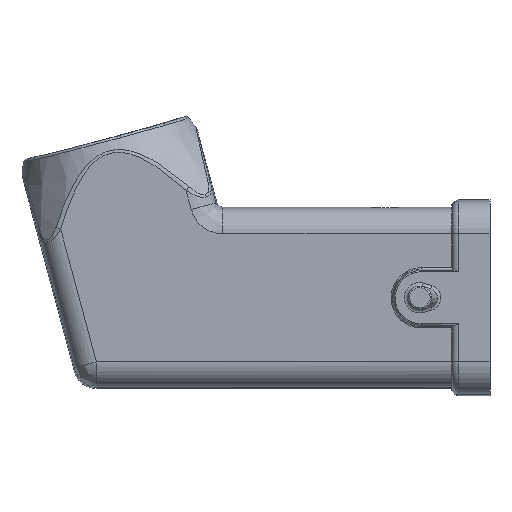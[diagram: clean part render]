
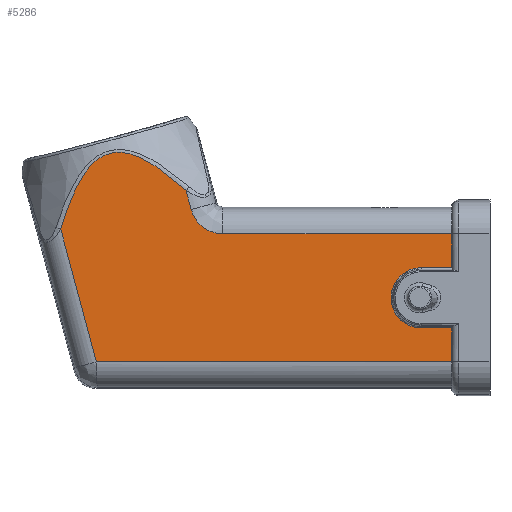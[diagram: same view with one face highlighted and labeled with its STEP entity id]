
A CAD part, left-side view. The second image highlights one B-rep face of the part: STEP entity #5286.
In plain terms, the highlighted planar face has unit normal (-1, 0, 0).
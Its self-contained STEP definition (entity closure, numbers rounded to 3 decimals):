
#101=DIRECTION('',(0.,0.,1.));
#102=VECTOR('',#101,4.689);
#103=CARTESIAN_POINT('',(-12.5,-0.7,
-8.842));
#104=LINE('',#103,#102);
#158=CARTESIAN_POINT('',(-12.5,48.3,-8.842));
#160=DIRECTION('',(0.,-1.,0.));
#161=VECTOR('',#160,49.);
#162=CARTESIAN_POINT('',(-12.5,48.3,-8.842));
#163=LINE('',#162,#161);
#289=DIRECTION('',(0.,0.,1.));
#290=VECTOR('',#289,4.689);
#291=CARTESIAN_POINT('',(-12.5,-0.7,
4.153));
#292=LINE('',#291,#290);
#317=DIRECTION('',(0.,0.259,0.966));
#318=VECTOR('',#317,18.988);
#319=CARTESIAN_POINT('',(-12.5,48.3,-8.842));
#320=LINE('',#319,#318);
#321=DIRECTION('',(0.,-0.259,-0.966));
#322=VECTOR('',#321,2.691);
#323=CARTESIAN_POINT('',(-12.5,35.914,14.777));
#324=LINE('',#323,#322);
#325=CARTESIAN_POINT('',(-12.5,35.217,12.177));
#326=CARTESIAN_POINT('',(-12.5,35.131,11.855));
#327=CARTESIAN_POINT('',(-12.5,34.893,11.248));
#328=CARTESIAN_POINT('',(-12.5,34.344,10.425));
#329=CARTESIAN_POINT('',(-12.5,33.632,9.744));
#330=CARTESIAN_POINT('',(-12.5,32.79,9.232));
#331=CARTESIAN_POINT('',(-12.5,31.852,8.914));
#332=CARTESIAN_POINT('',(-12.5,31.204,8.842));
#333=CARTESIAN_POINT('',(-12.5,30.871,8.842));
#335=CARTESIAN_POINT('',(-12.5,3.5,0.));
#336=DIRECTION('',(-1.,0.,0.));
#337=DIRECTION('',(0.,0.,1.));
#338=AXIS2_PLACEMENT_3D('',#335,#336,#337);
#340=CARTESIAN_POINT('',(-12.5,3.5,0.));
#341=DIRECTION('',(-1.,0.,0.));
#342=DIRECTION('',(0.,0.048,-0.999));
#343=AXIS2_PLACEMENT_3D('',#340,#341,#342);
#374=CARTESIAN_POINT('',(-12.5,35.914,14.777));
#375=CARTESIAN_POINT('',(-12.5,36.452,15.267));
#376=CARTESIAN_POINT('',(-12.5,37.488,16.174));
#377=CARTESIAN_POINT('',(-12.5,38.96,17.338));
#378=CARTESIAN_POINT('',(-12.5,40.236,18.24));
#379=CARTESIAN_POINT('',(-12.5,41.869,19.203));
#380=CARTESIAN_POINT('',(-12.5,43.445,19.83));
#381=CARTESIAN_POINT('',(-12.5,44.631,20.074));
#382=CARTESIAN_POINT('',(-12.5,45.771,20.083));
#383=CARTESIAN_POINT('',(-12.5,46.849,19.834));
#384=CARTESIAN_POINT('',(-12.5,47.897,19.28));
#385=CARTESIAN_POINT('',(-12.5,48.541,18.755));
#386=CARTESIAN_POINT('',(-12.5,49.308,17.974));
#387=CARTESIAN_POINT('',(-12.5,50.056,16.971));
#388=CARTESIAN_POINT('',(-12.5,50.807,15.69));
#389=CARTESIAN_POINT('',(-12.5,51.489,14.274));
#390=CARTESIAN_POINT('',(-12.5,51.979,13.1));
#391=CARTESIAN_POINT('',(-12.5,52.597,11.443));
#392=CARTESIAN_POINT('',(-12.5,53.005,10.182));
#393=CARTESIAN_POINT('',(-12.5,53.215,9.498));
#1241=DIRECTION('',(0.,1.,0.));
#1242=VECTOR('',#1241,31.571);
#1243=CARTESIAN_POINT('',(-12.5,-0.7,
8.842));
#1244=LINE('',#1243,#1242);
#3733=DIRECTION('',(0.,-1.,0.));
#3734=VECTOR('',#3733,4.2);
#3735=CARTESIAN_POINT('',(-12.5,3.5,4.153));
#3736=LINE('',#3735,#3734);
#3794=DIRECTION('',(0.,1.,0.));
#3795=VECTOR('',#3794,4.2);
#3796=CARTESIAN_POINT('',(-12.5,-0.7,-4.153));
#3797=LINE('',#3796,#3795);
#4070=CARTESIAN_POINT('',(-12.5,-0.7,-8.842));
#4071=VERTEX_POINT('',#4070);
#4072=CARTESIAN_POINT('',(-12.5,-0.7,-4.153));
#4073=VERTEX_POINT('',#4072);
#4082=VERTEX_POINT('',#158);
#4123=CARTESIAN_POINT('',(-12.5,-0.7,
8.842));
#4124=VERTEX_POINT('',#4123);
#4127=CARTESIAN_POINT('',(-12.5,-0.7,
4.153));
#4128=VERTEX_POINT('',#4127);
#4131=CARTESIAN_POINT('',(-12.5,53.215,9.498));
#4132=VERTEX_POINT('',#4131);
#4133=VERTEX_POINT('',#374);
#4134=CARTESIAN_POINT('',(-12.5,35.217,12.177));
#4135=VERTEX_POINT('',#4134);
#4136=VERTEX_POINT('',#333);
#4137=CARTESIAN_POINT('',(-12.5,3.5,4.153));
#4138=VERTEX_POINT('',#4137);
#4139=CARTESIAN_POINT('',(-12.5,3.698,-4.149));
#4140=VERTEX_POINT('',#4139);
#4141=CARTESIAN_POINT('',(-12.5,3.5,-4.153));
#4142=VERTEX_POINT('',#4141);
#5258=CARTESIAN_POINT('',(-12.5,9.3,-9.));
#5259=DIRECTION('',(-1.,0.,0.));
#5260=DIRECTION('',(0.,0.,1.));
#5261=AXIS2_PLACEMENT_3D('',#5258,#5259,#5260);
#5262=PLANE('',#5261);
#5264=ORIENTED_EDGE('',*,*,#5263,.T.);
#5266=ORIENTED_EDGE('',*,*,#5265,.F.);
#5268=ORIENTED_EDGE('',*,*,#5267,.T.);
#5270=ORIENTED_EDGE('',*,*,#5269,.T.);
#5272=ORIENTED_EDGE('',*,*,#5271,.F.);
#5273=ORIENTED_EDGE('',*,*,#5245,.F.);
#5275=ORIENTED_EDGE('',*,*,#5274,.F.);
#5277=ORIENTED_EDGE('',*,*,#5276,.T.);
#5279=ORIENTED_EDGE('',*,*,#5278,.T.);
#5281=ORIENTED_EDGE('',*,*,#5280,.F.);
#5282=ORIENTED_EDGE('',*,*,#5070,.F.);
#5283=ORIENTED_EDGE('',*,*,#5106,.F.);
#5284=EDGE_LOOP('',(#5264,#5266,#5268,#5270,#5272,#5273,#5275,#5277,#5279,#5281,
#5282,#5283));
#5285=FACE_OUTER_BOUND('',#5284,.F.);
#5286=ADVANCED_FACE('',(#5285),#5262,.T.);
#334=B_SPLINE_CURVE_WITH_KNOTS('',3,(#325,#326,#327,#328,#329,#330,#331,#332,
#333),.UNSPECIFIED.,.F.,.F.,(4,1,1,1,1,1,4),(0.,0.167,
0.333,0.5,0.667,0.833,1.),
.UNSPECIFIED.);
#339=CIRCLE('',#338,4.153);
#344=CIRCLE('',#343,4.153);
#394=B_SPLINE_CURVE_WITH_KNOTS('',3,(#374,#375,#376,#377,#378,#379,#380,#381,
#382,#383,#384,#385,#386,#387,#388,#389,#390,#391,#392,#393),.UNSPECIFIED.,.F.,
.F.,(4,1,1,1,1,1,1,1,1,1,1,1,1,1,1,1,1,4),(0.,0.059,
0.118,0.176,0.235,0.294,
0.353,0.412,0.471,0.529,
0.588,0.647,0.706,0.765,
0.824,0.882,0.941,1.),.UNSPECIFIED.);
#5070=EDGE_CURVE('',#4071,#4073,#104,.T.);
#5106=EDGE_CURVE('',#4082,#4071,#163,.T.);
#5245=EDGE_CURVE('',#4128,#4124,#292,.T.);
#5263=EDGE_CURVE('',#4082,#4132,#320,.T.);
#5265=EDGE_CURVE('',#4133,#4132,#394,.T.);
#5267=EDGE_CURVE('',#4133,#4135,#324,.T.);
#5269=EDGE_CURVE('',#4135,#4136,#334,.T.);
#5271=EDGE_CURVE('',#4124,#4136,#1244,.T.);
#5274=EDGE_CURVE('',#4138,#4128,#3736,.T.);
#5276=EDGE_CURVE('',#4138,#4140,#339,.T.);
#5278=EDGE_CURVE('',#4140,#4142,#344,.T.);
#5280=EDGE_CURVE('',#4073,#4142,#3797,.T.);
